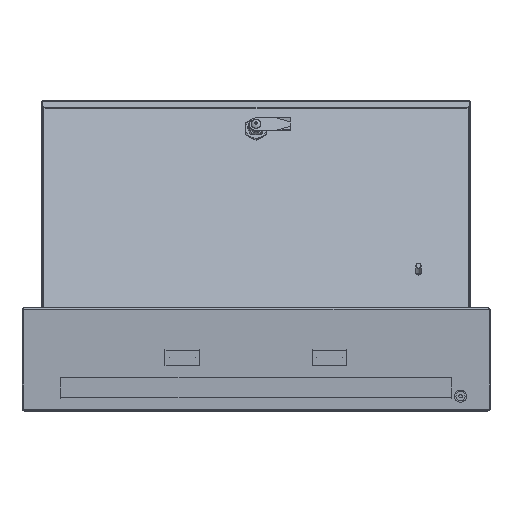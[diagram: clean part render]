
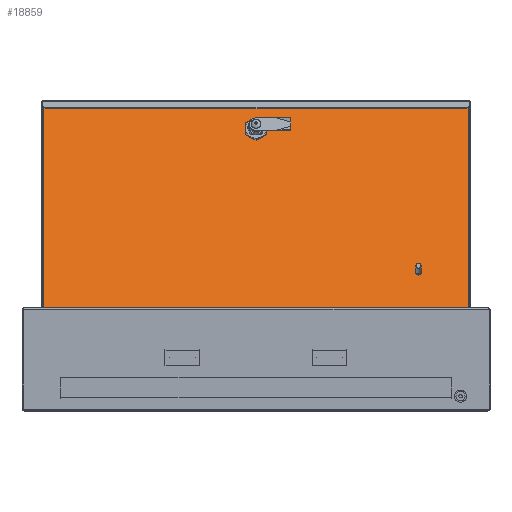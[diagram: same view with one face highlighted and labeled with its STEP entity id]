
A CAD part, left-side view. The second image highlights one B-rep face of the part: STEP entity #18859.
In plain terms, the highlighted face is planar.
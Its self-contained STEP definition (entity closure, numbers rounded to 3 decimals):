
#187 = CIRCLE ( 'NONE', #3108, 9.5 ) ;
#243 = ORIENTED_EDGE ( 'NONE', *, *, #1761, .F. ) ;
#272 = CARTESIAN_POINT ( 'NONE',  ( -102., 0., 0. ) ) ;
#290 = DIRECTION ( 'NONE',  ( -1., 0., 0. ) ) ;
#749 = CARTESIAN_POINT ( 'NONE',  ( -133., -247.5, 0. ) ) ;
#773 = CARTESIAN_POINT ( 'NONE',  ( -110.25, -4.71, 0. ) ) ;
#851 = EDGE_CURVE ( 'NONE', #1584, #14556, #15322, .T. ) ;
#1145 = PLANE ( 'NONE',  #2856 ) ;
#1514 = DIRECTION ( 'NONE',  ( 0., 0., -1. ) ) ;
#1584 = VERTEX_POINT ( 'NONE', #2839 ) ;
#1761 = EDGE_CURVE ( 'NONE', #7156, #7156, #3613, .T. ) ;
#2605 = VERTEX_POINT ( 'NONE', #6864 ) ;
#2839 = CARTESIAN_POINT ( 'NONE',  ( 131.2, 245.7, 0. ) ) ;
#2856 = AXIS2_PLACEMENT_3D ( 'NONE', #749, #10288, #6940 ) ;
#3108 = AXIS2_PLACEMENT_3D ( 'NONE', #10294, #15004, #3169 ) ;
#3169 = DIRECTION ( 'NONE',  ( 1., 0., 0. ) ) ;
#3247 = CARTESIAN_POINT ( 'NONE',  ( 73., -187.5, 0. ) ) ;
#3346 = DIRECTION ( 'NONE',  ( 0., -1., 0. ) ) ;
#3438 = LINE ( 'NONE', #4872, #4466 ) ;
#3613 = CIRCLE ( 'NONE', #19193, 0.5 ) ;
#3716 = LINE ( 'NONE', #17619, #12309 ) ;
#4272 = CARTESIAN_POINT ( 'NONE',  ( 131.2, -245.7, 0. ) ) ;
#4466 = VECTOR ( 'NONE', #3346, 1000. ) ;
#4627 = ORIENTED_EDGE ( 'NONE', *, *, #8374, .T. ) ;
#4774 = VECTOR ( 'NONE', #13023, 1000. ) ;
#4846 = ORIENTED_EDGE ( 'NONE', *, *, #8134, .F. ) ;
#4872 = CARTESIAN_POINT ( 'NONE',  ( -93.75, -4.71, 0. ) ) ;
#5367 = EDGE_LOOP ( 'NONE', ( #243 ) ) ;
#5533 = FACE_BOUND ( 'NONE', #12212, .T. ) ;
#5562 = CARTESIAN_POINT ( 'NONE',  ( -110.25, 4.71, 0. ) ) ;
#5706 = ORIENTED_EDGE ( 'NONE', *, *, #8357, .T. ) ;
#5936 = ORIENTED_EDGE ( 'NONE', *, *, #851, .T. ) ;
#6212 = EDGE_CURVE ( 'NONE', #7890, #7910, #19414, .T. ) ;
#6251 = DIRECTION ( 'NONE',  ( 0., -1., 0. ) ) ;
#6559 = DIRECTION ( 'NONE',  ( 0., 0., -1. ) ) ;
#6855 = CARTESIAN_POINT ( 'NONE',  ( -131.2, -247.5, 0. ) ) ;
#6864 = CARTESIAN_POINT ( 'NONE',  ( -131.2, -245.7, 0. ) ) ;
#6940 = DIRECTION ( 'NONE',  ( 1., 0., 0. ) ) ;
#7110 = EDGE_CURVE ( 'NONE', #7910, #8125, #187, .T. ) ;
#7156 = VERTEX_POINT ( 'NONE', #10480 ) ;
#7890 = VERTEX_POINT ( 'NONE', #773 ) ;
#7910 = VERTEX_POINT ( 'NONE', #5562 ) ;
#8125 = VERTEX_POINT ( 'NONE', #18868 ) ;
#8134 = EDGE_CURVE ( 'NONE', #9150, #7890, #12593, .T. ) ;
#8316 = DIRECTION ( 'NONE',  ( 0., 1., 0. ) ) ;
#8357 = EDGE_CURVE ( 'NONE', #2605, #12701, #12955, .T. ) ;
#8374 = EDGE_CURVE ( 'NONE', #12701, #1584, #3716, .T. ) ;
#8453 = ORIENTED_EDGE ( 'NONE', *, *, #14745, .F. ) ;
#8564 = FACE_OUTER_BOUND ( 'NONE', #15979, .T. ) ;
#9150 = VERTEX_POINT ( 'NONE', #11356 ) ;
#9555 = CARTESIAN_POINT ( 'NONE',  ( 133., -245.7, 0. ) ) ;
#9662 = LINE ( 'NONE', #9555, #4774 ) ;
#9883 = DIRECTION ( 'NONE',  ( 1., 0., 0. ) ) ;
#10288 = DIRECTION ( 'NONE',  ( 0., 0., 1. ) ) ;
#10294 = CARTESIAN_POINT ( 'NONE',  ( -102., 0., 0. ) ) ;
#10480 = CARTESIAN_POINT ( 'NONE',  ( 72.5, -187.5, 0. ) ) ;
#10841 = ORIENTED_EDGE ( 'NONE', *, *, #7110, .F. ) ;
#11279 = EDGE_CURVE ( 'NONE', #14556, #2605, #9662, .T. ) ;
#11356 = CARTESIAN_POINT ( 'NONE',  ( -93.75, -4.71, 0. ) ) ;
#12212 = EDGE_LOOP ( 'NONE', ( #14901, #4846, #8453, #10841 ) ) ;
#12309 = VECTOR ( 'NONE', #9883, 1000. ) ;
#12593 = CIRCLE ( 'NONE', #15539, 9.5 ) ;
#12701 = VERTEX_POINT ( 'NONE', #15607 ) ;
#12955 = LINE ( 'NONE', #6855, #16171 ) ;
#13023 = DIRECTION ( 'NONE',  ( -1., 0., 0. ) ) ;
#13130 = ORIENTED_EDGE ( 'NONE', *, *, #11279, .T. ) ;
#13255 = FACE_BOUND ( 'NONE', #5367, .T. ) ;
#14066 = CARTESIAN_POINT ( 'NONE',  ( 131.2, 2722.5, 0. ) ) ;
#14078 = DIRECTION ( 'NONE',  ( 1., 0., 0. ) ) ;
#14556 = VERTEX_POINT ( 'NONE', #4272 ) ;
#14601 = VECTOR ( 'NONE', #6251, 1000. ) ;
#14745 = EDGE_CURVE ( 'NONE', #8125, #9150, #3438, .T. ) ;
#14901 = ORIENTED_EDGE ( 'NONE', *, *, #6212, .F. ) ;
#15004 = DIRECTION ( 'NONE',  ( 0., 0., -1. ) ) ;
#15088 = VECTOR ( 'NONE', #8316, 1000. ) ;
#15322 = LINE ( 'NONE', #14066, #14601 ) ;
#15539 = AXIS2_PLACEMENT_3D ( 'NONE', #272, #6559, #14078 ) ;
#15607 = CARTESIAN_POINT ( 'NONE',  ( -131.2, 245.7, 0. ) ) ;
#15979 = EDGE_LOOP ( 'NONE', ( #5706, #4627, #5936, #13130 ) ) ;
#16171 = VECTOR ( 'NONE', #19047, 1000. ) ;
#16261 = CARTESIAN_POINT ( 'NONE',  ( -110.25, -4.71, 0. ) ) ;
#17619 = CARTESIAN_POINT ( 'NONE',  ( -133., 245.7, 0. ) ) ;
#18859 = ADVANCED_FACE ( 'NONE', ( #13255, #5533, #8564 ), #1145, .F. ) ;
#18868 = CARTESIAN_POINT ( 'NONE',  ( -93.75, 4.71, 0. ) ) ;
#19047 = DIRECTION ( 'NONE',  ( 0., 1., 0. ) ) ;
#19193 = AXIS2_PLACEMENT_3D ( 'NONE', #3247, #1514, #290 ) ;
#19414 = LINE ( 'NONE', #16261, #15088 ) ;
